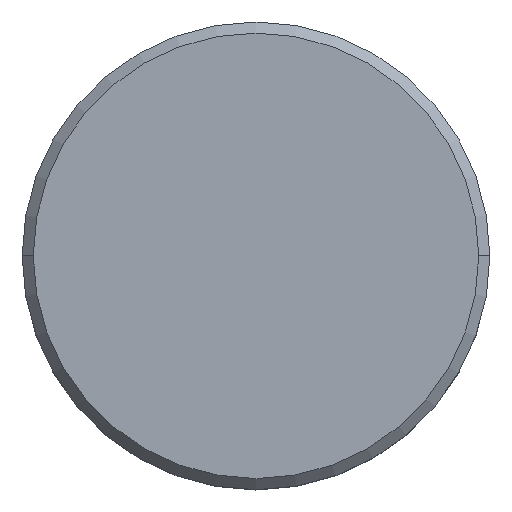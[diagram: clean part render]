
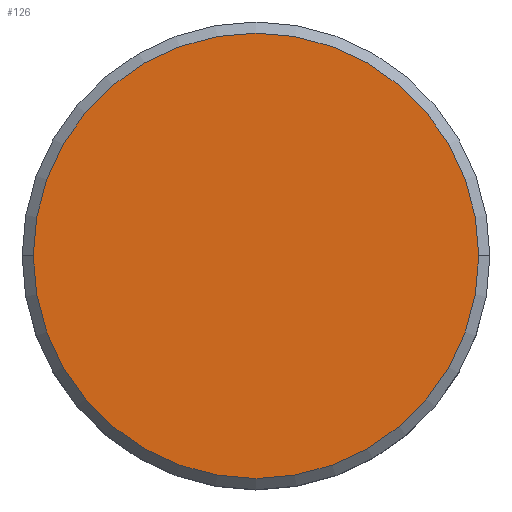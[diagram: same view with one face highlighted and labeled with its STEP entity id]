
A CAD part, top view. The second image highlights one B-rep face of the part: STEP entity #126.
In plain terms, the highlighted planar face has unit normal (0, 0, 1).
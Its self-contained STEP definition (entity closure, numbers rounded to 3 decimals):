
#8 = PLANE ( 'NONE',  #525 ) ;
#36 = ORIENTED_EDGE ( 'NONE', *, *, #241, .T. ) ;
#126 = ADVANCED_FACE ( 'NONE', ( #476 ), #8, .T. ) ;
#200 = CIRCLE ( 'NONE', #422, 10. ) ;
#203 = CARTESIAN_POINT ( 'NONE',  ( 0., 0., 0. ) ) ;
#215 = ORIENTED_EDGE ( 'NONE', *, *, #317, .T. ) ;
#234 = DIRECTION ( 'NONE',  ( 0., 0., 1. ) ) ;
#241 = EDGE_CURVE ( 'NONE', #325, #584, #200, .T. ) ;
#255 = CARTESIAN_POINT ( 'NONE',  ( 0., 0., 0. ) ) ;
#281 = CARTESIAN_POINT ( 'NONE',  ( 10., 0., 0. ) ) ;
#292 = AXIS2_PLACEMENT_3D ( 'NONE', #322, #234, #424 ) ;
#317 = EDGE_CURVE ( 'NONE', #584, #325, #546, .T. ) ;
#322 = CARTESIAN_POINT ( 'NONE',  ( 0., 0., 0. ) ) ;
#325 = VERTEX_POINT ( 'NONE', #281 ) ;
#422 = AXIS2_PLACEMENT_3D ( 'NONE', #255, #441, #444 ) ;
#424 = DIRECTION ( 'NONE',  ( 1., 0., 0. ) ) ;
#441 = DIRECTION ( 'NONE',  ( 0., 0., 1. ) ) ;
#444 = DIRECTION ( 'NONE',  ( 1., 0., 0. ) ) ;
#453 = DIRECTION ( 'NONE',  ( 1., 0., 0. ) ) ;
#476 = FACE_OUTER_BOUND ( 'NONE', #487, .T. ) ;
#487 = EDGE_LOOP ( 'NONE', ( #215, #36 ) ) ;
#525 = AXIS2_PLACEMENT_3D ( 'NONE', #203, #599, #453 ) ;
#546 = CIRCLE ( 'NONE', #292, 10. ) ;
#562 = CARTESIAN_POINT ( 'NONE',  ( -10., 0., 0. ) ) ;
#584 = VERTEX_POINT ( 'NONE', #562 ) ;
#599 = DIRECTION ( 'NONE',  ( 0., 0., 1. ) ) ;
